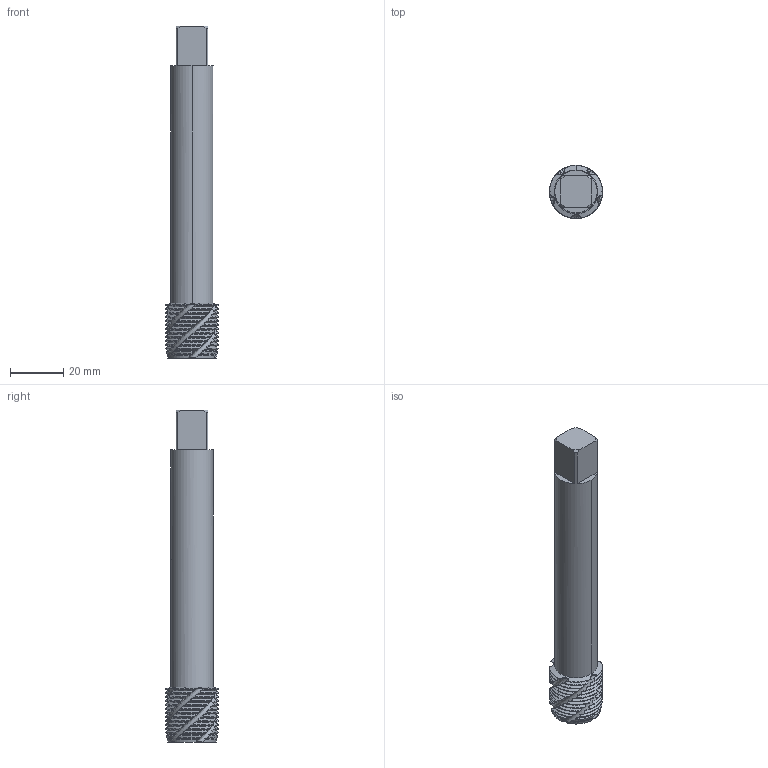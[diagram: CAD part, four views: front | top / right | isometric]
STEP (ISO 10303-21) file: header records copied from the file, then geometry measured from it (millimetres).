
FILE_DESCRIPTION(('no description'),'unknown implementation level');
FILE_NAME('soliduPZ0DNrZHxvByr_qPaPJ60Df95A_1.STP',' ',('CIM GmbH Aachen'),('CADClick - KiM GmbH - www.kimweb.de'),'unknown preprocess','ACIS','unknown authorization');
FILE_SCHEMA(('automotive_design'));
Length unit declared in the file: millimetre
Products named in the file (2): 1; 2
Bounding box: 20 x 20 x 125 mm (x, y, z)
Volume: 25726.2 mm3; surface area: 9937.1 mm2
Topology: 2 solids, 2 shells, 405 faces, 1165 edges, 764 vertices
Faces by surface type: cone 202, cylinder 171, plane 17, bspline 10, revolution 5
Entity records: 34418 total; most frequent: CARTESIAN_POINT 11694, STYLED_ITEM 2336, PRESENTATION_STYLE_ASSIGNMENT 2336, COLOUR_RGB 2336, ORIENTED_EDGE 2330, DIRECTION 1786, EDGE_CURVE 1165, CURVE_STYLE 1165
